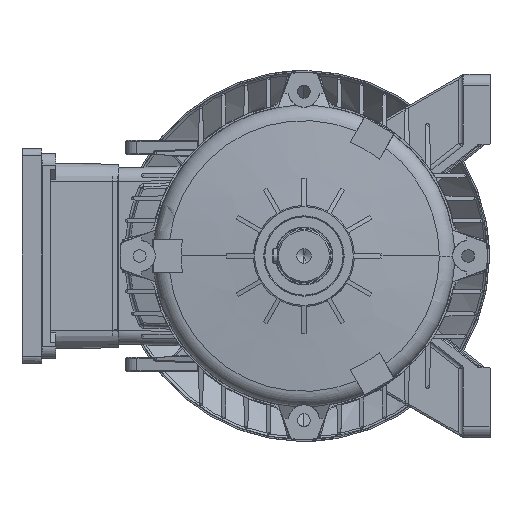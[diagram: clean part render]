
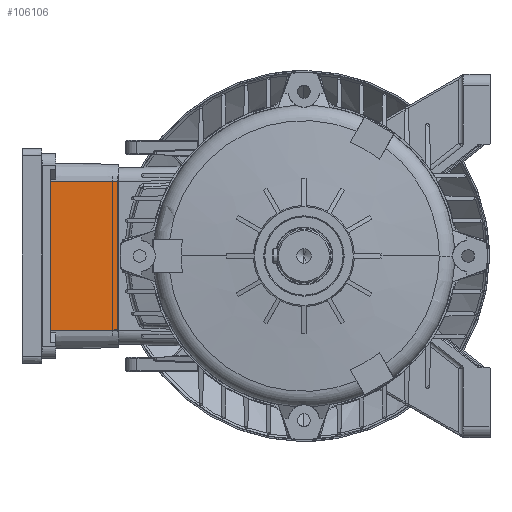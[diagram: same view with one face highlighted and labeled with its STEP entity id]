
A CAD part, left-side view. The second image highlights one B-rep face of the part: STEP entity #106106.
In plain terms, the highlighted face is planar.
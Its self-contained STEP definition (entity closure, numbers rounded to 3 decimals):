
#105 = DIRECTION ( 'NONE',  ( 0., 0.021, 1. ) ) ;
#5132 = DIRECTION ( 'NONE',  ( -1., 0., 0. ) ) ;
#6804 = AXIS2_PLACEMENT_3D ( 'NONE', #50028, #113936, #105 ) ;
#18981 = EDGE_CURVE ( 'NONE', #76385, #87790, #42572, .T. ) ;
#22715 = DIRECTION ( 'NONE',  ( 0., -0.021, -1. ) ) ;
#30475 = CARTESIAN_POINT ( 'NONE',  ( 12., 131.016, 48.5 ) ) ;
#30824 = EDGE_CURVE ( 'NONE', #76385, #128833, #103398, .T. ) ;
#40458 = ORIENTED_EDGE ( 'NONE', *, *, #18981, .T. ) ;
#42572 = LINE ( 'NONE', #43383, #145246 ) ;
#43383 = CARTESIAN_POINT ( 'NONE',  ( 118., 130., 0. ) ) ;
#44283 = VECTOR ( 'NONE', #22715, 1000. ) ;
#50028 = CARTESIAN_POINT ( 'NONE',  ( 12., 130., 0. ) ) ;
#59482 = VECTOR ( 'NONE', #147667, 1000. ) ;
#70274 = CARTESIAN_POINT ( 'NONE',  ( 12., 130., 0. ) ) ;
#74981 = ORIENTED_EDGE ( 'NONE', *, *, #100482, .F. ) ;
#76385 = VERTEX_POINT ( 'NONE', #142702 ) ;
#87790 = VERTEX_POINT ( 'NONE', #152530 ) ;
#90381 = EDGE_LOOP ( 'NONE', ( #113220, #74981, #97140, #40458 ) ) ;
#96006 = EDGE_CURVE ( 'NONE', #87790, #112961, #145245, .T. ) ;
#96998 = FACE_OUTER_BOUND ( 'NONE', #90381, .T. ) ;
#97140 = ORIENTED_EDGE ( 'NONE', *, *, #30824, .F. ) ;
#98305 = CARTESIAN_POINT ( 'NONE',  ( 12., 130., 0. ) ) ;
#99450 = VECTOR ( 'NONE', #5132, 1000. ) ;
#100482 = EDGE_CURVE ( 'NONE', #128833, #112961, #123481, .T. ) ;
#103398 = LINE ( 'NONE', #30475, #99450 ) ;
#106106 = ADVANCED_FACE ( 'NONE', ( #96998 ), #109334, .T. ) ;
#109334 = PLANE ( 'NONE',  #6804 ) ;
#112528 = CARTESIAN_POINT ( 'NONE',  ( 12., 131.016, 48.5 ) ) ;
#112961 = VERTEX_POINT ( 'NONE', #98305 ) ;
#113220 = ORIENTED_EDGE ( 'NONE', *, *, #96006, .T. ) ;
#113936 = DIRECTION ( 'NONE',  ( 0., 1., -0.021 ) ) ;
#123481 = LINE ( 'NONE', #70274, #44283 ) ;
#128833 = VERTEX_POINT ( 'NONE', #112528 ) ;
#136233 = CARTESIAN_POINT ( 'NONE',  ( 12., 130., 0. ) ) ;
#142702 = CARTESIAN_POINT ( 'NONE',  ( 118., 131.016, 48.5 ) ) ;
#145245 = LINE ( 'NONE', #136233, #59482 ) ;
#145246 = VECTOR ( 'NONE', #156449, 1000. ) ;
#147667 = DIRECTION ( 'NONE',  ( -1., 0., 0. ) ) ;
#152530 = CARTESIAN_POINT ( 'NONE',  ( 118., 130., 0. ) ) ;
#156449 = DIRECTION ( 'NONE',  ( 0., -0.021, -1. ) ) ;
